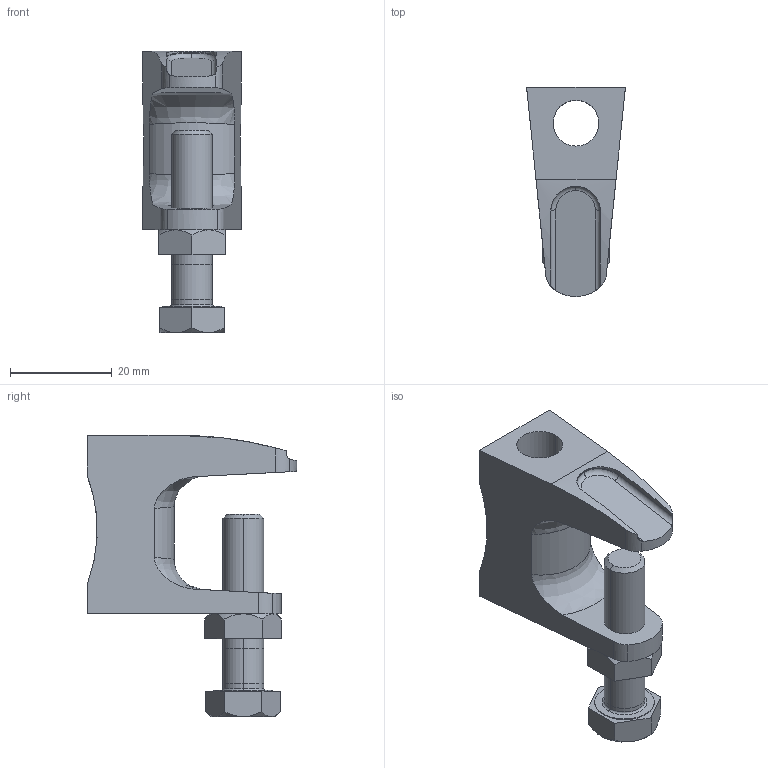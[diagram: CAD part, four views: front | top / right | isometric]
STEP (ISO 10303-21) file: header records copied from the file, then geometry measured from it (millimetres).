
FILE_DESCRIPTION((''),'2;1');
FILE_NAME('1488015_ASM','2014-01-27T',('AndreasKeweloh'),(''),'PRO/ENGINEER BY PARAMETRIC TECHNOLOGY CORPORATION, 2012360','PRO/ENGINEER BY PARAMETRIC TECHNOLOGY CORPORATION, 2012360','');
FILE_SCHEMA(('CONFIG_CONTROL_DESIGN'));
Length unit declared in the file: millimetre
Products named in the file (4): BREP_21488015; DEI4017_A_080_035_88; DEI4032_MT_080_8; 1488015_ASM
Assembly tree (3 placements, depth 2):
  1488015_ASM
    BREP_21488015
    DEI4017_A_080_035_88
    DEI4032_MT_080_8
Bounding box: 19.38 x 41 x 55.15 mm (x, y, z)
Volume: 11409.6 mm3; surface area: 8084.5 mm2
Topology: 3 solids, 5 shells, 88 faces, 214 edges, 135 vertices
Faces by surface type: plane 34, cylinder 30, cone 16, torus 6, bspline 2
Entity records: 3271 total; most frequent: CARTESIAN_POINT 1118, DIRECTION 429, ORIENTED_EDGE 420, EDGE_CURVE 214, AXIS2_PLACEMENT_3D 170, VERTEX_POINT 135, EDGE_LOOP 99, VECTOR 89
